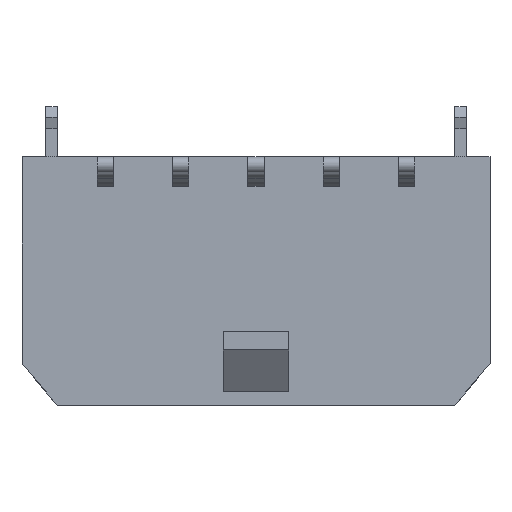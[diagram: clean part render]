
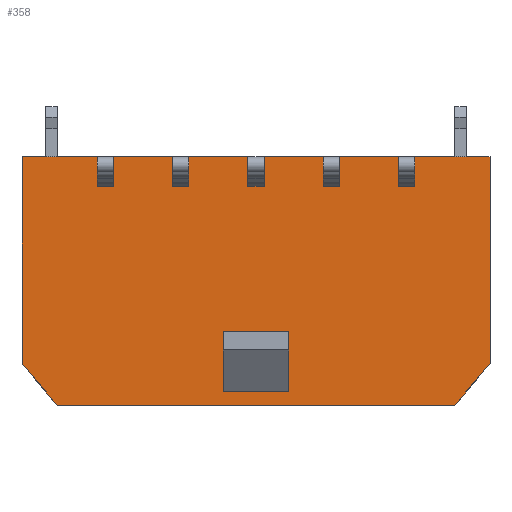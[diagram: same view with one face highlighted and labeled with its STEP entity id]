
A CAD part, top view. The second image highlights one B-rep face of the part: STEP entity #358.
In plain terms, the highlighted planar face has unit normal (0, 0, 1).
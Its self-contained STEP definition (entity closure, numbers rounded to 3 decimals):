
#358=ADVANCED_FACE('',(#746,#747,#748,#749,#750,#751,#752),#570,.T.);
#570=PLANE('',#3864);
#746=FACE_BOUND('',#777,.T.);
#747=FACE_BOUND('',#778,.T.);
#748=FACE_BOUND('',#779,.T.);
#749=FACE_BOUND('',#780,.T.);
#750=FACE_BOUND('',#781,.T.);
#751=FACE_BOUND('',#782,.T.);
#752=FACE_BOUND('',#783,.T.);
#777=EDGE_LOOP('',(#1026,#1027,#1028,#1029,#1030,#1031));
#778=EDGE_LOOP('',(#1032,#1033,#1034,#1035));
#779=EDGE_LOOP('',(#1036,#1037,#1038,#1039));
#780=EDGE_LOOP('',(#1040,#1041,#1042,#1043));
#781=EDGE_LOOP('',(#1044,#1045,#1046,#1047));
#782=EDGE_LOOP('',(#1048,#1049,#1050,#1051));
#783=EDGE_LOOP('',(#1052,#1053,#1054,#1055));
#1026=ORIENTED_EDGE('',*,*,#2440,.F.);
#1027=ORIENTED_EDGE('',*,*,#2441,.F.);
#1028=ORIENTED_EDGE('',*,*,#2442,.T.);
#1029=ORIENTED_EDGE('',*,*,#2443,.T.);
#1030=ORIENTED_EDGE('',*,*,#2444,.F.);
#1031=ORIENTED_EDGE('',*,*,#2445,.F.);
#1032=ORIENTED_EDGE('',*,*,#2446,.T.);
#1033=ORIENTED_EDGE('',*,*,#2447,.T.);
#1034=ORIENTED_EDGE('',*,*,#2448,.F.);
#1035=ORIENTED_EDGE('',*,*,#2449,.F.);
#1036=ORIENTED_EDGE('',*,*,#2450,.T.);
#1037=ORIENTED_EDGE('',*,*,#2451,.T.);
#1038=ORIENTED_EDGE('',*,*,#2452,.T.);
#1039=ORIENTED_EDGE('',*,*,#2453,.F.);
#1040=ORIENTED_EDGE('',*,*,#2454,.T.);
#1041=ORIENTED_EDGE('',*,*,#2455,.T.);
#1042=ORIENTED_EDGE('',*,*,#2456,.T.);
#1043=ORIENTED_EDGE('',*,*,#2457,.F.);
#1044=ORIENTED_EDGE('',*,*,#2458,.T.);
#1045=ORIENTED_EDGE('',*,*,#2459,.T.);
#1046=ORIENTED_EDGE('',*,*,#2460,.T.);
#1047=ORIENTED_EDGE('',*,*,#2461,.F.);
#1048=ORIENTED_EDGE('',*,*,#2462,.T.);
#1049=ORIENTED_EDGE('',*,*,#2463,.T.);
#1050=ORIENTED_EDGE('',*,*,#2464,.T.);
#1051=ORIENTED_EDGE('',*,*,#2465,.F.);
#1052=ORIENTED_EDGE('',*,*,#2466,.T.);
#1053=ORIENTED_EDGE('',*,*,#2467,.T.);
#1054=ORIENTED_EDGE('',*,*,#2468,.T.);
#1055=ORIENTED_EDGE('',*,*,#2469,.F.);
#2094=VERTEX_POINT('',#5238);
#2095=VERTEX_POINT('',#5239);
#2096=VERTEX_POINT('',#5241);
#2097=VERTEX_POINT('',#5243);
#2098=VERTEX_POINT('',#5245);
#2099=VERTEX_POINT('',#5247);
#2100=VERTEX_POINT('',#5250);
#2101=VERTEX_POINT('',#5251);
#2102=VERTEX_POINT('',#5253);
#2103=VERTEX_POINT('',#5255);
#2104=VERTEX_POINT('',#5258);
#2105=VERTEX_POINT('',#5259);
#2106=VERTEX_POINT('',#5261);
#2107=VERTEX_POINT('',#5263);
#2108=VERTEX_POINT('',#5266);
#2109=VERTEX_POINT('',#5267);
#2110=VERTEX_POINT('',#5269);
#2111=VERTEX_POINT('',#5271);
#2112=VERTEX_POINT('',#5274);
#2113=VERTEX_POINT('',#5275);
#2114=VERTEX_POINT('',#5277);
#2115=VERTEX_POINT('',#5279);
#2116=VERTEX_POINT('',#5282);
#2117=VERTEX_POINT('',#5283);
#2118=VERTEX_POINT('',#5285);
#2119=VERTEX_POINT('',#5287);
#2120=VERTEX_POINT('',#5290);
#2121=VERTEX_POINT('',#5291);
#2122=VERTEX_POINT('',#5293);
#2123=VERTEX_POINT('',#5295);
#2440=EDGE_CURVE('',#2094,#2095,#2974,.T.);
#2441=EDGE_CURVE('',#2096,#2094,#2975,.T.);
#2442=EDGE_CURVE('',#2096,#2097,#2976,.T.);
#2443=EDGE_CURVE('',#2097,#2098,#2977,.T.);
#2444=EDGE_CURVE('',#2099,#2098,#2978,.T.);
#2445=EDGE_CURVE('',#2095,#2099,#2979,.T.);
#2446=EDGE_CURVE('',#2100,#2101,#2980,.T.);
#2447=EDGE_CURVE('',#2101,#2102,#2981,.T.);
#2448=EDGE_CURVE('',#2103,#2102,#2982,.T.);
#2449=EDGE_CURVE('',#2100,#2103,#2983,.T.);
#2450=EDGE_CURVE('',#2104,#2105,#2984,.T.);
#2451=EDGE_CURVE('',#2105,#2106,#2985,.T.);
#2452=EDGE_CURVE('',#2106,#2107,#2986,.T.);
#2453=EDGE_CURVE('',#2104,#2107,#2987,.T.);
#2454=EDGE_CURVE('',#2108,#2109,#2988,.T.);
#2455=EDGE_CURVE('',#2109,#2110,#2989,.T.);
#2456=EDGE_CURVE('',#2110,#2111,#2990,.T.);
#2457=EDGE_CURVE('',#2108,#2111,#2991,.T.);
#2458=EDGE_CURVE('',#2112,#2113,#2992,.T.);
#2459=EDGE_CURVE('',#2113,#2114,#2993,.T.);
#2460=EDGE_CURVE('',#2114,#2115,#2994,.T.);
#2461=EDGE_CURVE('',#2112,#2115,#2995,.T.);
#2462=EDGE_CURVE('',#2116,#2117,#2996,.T.);
#2463=EDGE_CURVE('',#2117,#2118,#2997,.T.);
#2464=EDGE_CURVE('',#2118,#2119,#2998,.T.);
#2465=EDGE_CURVE('',#2116,#2119,#2999,.T.);
#2466=EDGE_CURVE('',#2120,#2121,#3000,.T.);
#2467=EDGE_CURVE('',#2121,#2122,#3001,.T.);
#2468=EDGE_CURVE('',#2122,#2123,#3002,.T.);
#2469=EDGE_CURVE('',#2120,#2123,#3003,.T.);
#2974=LINE('',#5237,#3428);
#2975=LINE('',#5240,#3429);
#2976=LINE('',#5242,#3430);
#2977=LINE('',#5244,#3431);
#2978=LINE('',#5246,#3432);
#2979=LINE('',#5248,#3433);
#2980=LINE('',#5249,#3434);
#2981=LINE('',#5252,#3435);
#2982=LINE('',#5254,#3436);
#2983=LINE('',#5256,#3437);
#2984=LINE('',#5257,#3438);
#2985=LINE('',#5260,#3439);
#2986=LINE('',#5262,#3440);
#2987=LINE('',#5264,#3441);
#2988=LINE('',#5265,#3442);
#2989=LINE('',#5268,#3443);
#2990=LINE('',#5270,#3444);
#2991=LINE('',#5272,#3445);
#2992=LINE('',#5273,#3446);
#2993=LINE('',#5276,#3447);
#2994=LINE('',#5278,#3448);
#2995=LINE('',#5280,#3449);
#2996=LINE('',#5281,#3450);
#2997=LINE('',#5284,#3451);
#2998=LINE('',#5286,#3452);
#2999=LINE('',#5288,#3453);
#3000=LINE('',#5289,#3454);
#3001=LINE('',#5292,#3455);
#3002=LINE('',#5294,#3456);
#3003=LINE('',#5296,#3457);
#3428=VECTOR('',#4179,1.);
#3429=VECTOR('',#4180,1.);
#3430=VECTOR('',#4181,1.);
#3431=VECTOR('',#4182,1.);
#3432=VECTOR('',#4183,1.);
#3433=VECTOR('',#4184,1.);
#3434=VECTOR('',#4185,1.);
#3435=VECTOR('',#4186,1.);
#3436=VECTOR('',#4187,1.);
#3437=VECTOR('',#4188,1.);
#3438=VECTOR('',#4189,1.);
#3439=VECTOR('',#4190,1.);
#3440=VECTOR('',#4191,1.);
#3441=VECTOR('',#4192,1.);
#3442=VECTOR('',#4193,1.);
#3443=VECTOR('',#4194,1.);
#3444=VECTOR('',#4195,1.);
#3445=VECTOR('',#4196,1.);
#3446=VECTOR('',#4197,1.);
#3447=VECTOR('',#4198,1.);
#3448=VECTOR('',#4199,1.);
#3449=VECTOR('',#4200,1.);
#3450=VECTOR('',#4201,1.);
#3451=VECTOR('',#4202,1.);
#3452=VECTOR('',#4203,1.);
#3453=VECTOR('',#4204,1.);
#3454=VECTOR('',#4205,1.);
#3455=VECTOR('',#4206,1.);
#3456=VECTOR('',#4207,1.);
#3457=VECTOR('',#4208,1.);
#3864=AXIS2_PLACEMENT_3D('',#5297,#4209,#4210);
#4179=DIRECTION('',(-0.643,-0.766,0.));
#4180=DIRECTION('',(0.,-1.,0.));
#4181=DIRECTION('',(-1.,0.,0.));
#4182=DIRECTION('',(0.,-1.,0.));
#4183=DIRECTION('',(-0.643,0.766,0.));
#4184=DIRECTION('',(-1.,0.,0.));
#4185=DIRECTION('',(-1.,0.,0.));
#4186=DIRECTION('',(0.,1.,0.));
#4187=DIRECTION('',(-1.,0.,0.));
#4188=DIRECTION('',(0.,1.,0.));
#4189=DIRECTION('',(1.,0.,0.));
#4190=DIRECTION('',(0.,-1.,0.));
#4191=DIRECTION('',(-1.,0.,0.));
#4192=DIRECTION('',(0.,-1.,0.));
#4193=DIRECTION('',(1.,0.,0.));
#4194=DIRECTION('',(0.,-1.,0.));
#4195=DIRECTION('',(-1.,0.,0.));
#4196=DIRECTION('',(0.,-1.,0.));
#4197=DIRECTION('',(1.,0.,0.));
#4198=DIRECTION('',(0.,-1.,0.));
#4199=DIRECTION('',(-1.,0.,0.));
#4200=DIRECTION('',(0.,-1.,0.));
#4201=DIRECTION('',(1.,0.,0.));
#4202=DIRECTION('',(0.,-1.,0.));
#4203=DIRECTION('',(-1.,0.,0.));
#4204=DIRECTION('',(0.,-1.,0.));
#4205=DIRECTION('',(1.,0.,0.));
#4206=DIRECTION('',(0.,-1.,0.));
#4207=DIRECTION('',(-1.,0.,0.));
#4208=DIRECTION('',(0.,-1.,0.));
#4209=DIRECTION('',(0.,0.,1.));
#4210=DIRECTION('',(1.,0.,0.));
#5237=CARTESIAN_POINT('',(9.32,1.668,3.86));
#5238=CARTESIAN_POINT('',(9.32,1.668,3.86));
#5239=CARTESIAN_POINT('',(7.92,0.,3.86));
#5240=CARTESIAN_POINT('',(9.32,9.9,3.86));
#5241=CARTESIAN_POINT('',(9.32,9.9,3.86));
#5242=CARTESIAN_POINT('',(9.32,9.9,3.86));
#5243=CARTESIAN_POINT('',(-9.32,9.9,3.86));
#5244=CARTESIAN_POINT('',(-9.32,9.9,3.86));
#5245=CARTESIAN_POINT('',(-9.32,1.668,3.86));
#5246=CARTESIAN_POINT('',(-7.92,0.,3.86));
#5247=CARTESIAN_POINT('',(-7.92,0.,3.86));
#5248=CARTESIAN_POINT('',(9.32,0.,3.86));
#5249=CARTESIAN_POINT('',(1.3,0.54,3.86));
#5250=CARTESIAN_POINT('',(1.3,0.54,3.86));
#5251=CARTESIAN_POINT('',(-1.3,0.54,3.86));
#5252=CARTESIAN_POINT('',(-1.3,0.54,3.86));
#5253=CARTESIAN_POINT('',(-1.3,2.95,3.86));
#5254=CARTESIAN_POINT('',(1.3,2.95,3.86));
#5255=CARTESIAN_POINT('',(1.3,2.95,3.86));
#5256=CARTESIAN_POINT('',(1.3,0.54,3.86));
#5257=CARTESIAN_POINT('',(6.32,9.537,3.86));
#5258=CARTESIAN_POINT('',(5.68,9.537,3.86));
#5259=CARTESIAN_POINT('',(6.32,9.537,3.86));
#5260=CARTESIAN_POINT('',(6.32,9.9,3.86));
#5261=CARTESIAN_POINT('',(6.32,8.723,3.86));
#5262=CARTESIAN_POINT('',(6.32,8.723,3.86));
#5263=CARTESIAN_POINT('',(5.68,8.723,3.86));
#5264=CARTESIAN_POINT('',(5.68,9.9,3.86));
#5265=CARTESIAN_POINT('',(3.32,9.537,3.86));
#5266=CARTESIAN_POINT('',(2.68,9.537,3.86));
#5267=CARTESIAN_POINT('',(3.32,9.537,3.86));
#5268=CARTESIAN_POINT('',(3.32,9.9,3.86));
#5269=CARTESIAN_POINT('',(3.32,8.723,3.86));
#5270=CARTESIAN_POINT('',(3.32,8.723,3.86));
#5271=CARTESIAN_POINT('',(2.68,8.723,3.86));
#5272=CARTESIAN_POINT('',(2.68,9.9,3.86));
#5273=CARTESIAN_POINT('',(0.32,9.537,3.86));
#5274=CARTESIAN_POINT('',(-0.32,9.537,3.86));
#5275=CARTESIAN_POINT('',(0.32,9.537,3.86));
#5276=CARTESIAN_POINT('',(0.32,9.9,3.86));
#5277=CARTESIAN_POINT('',(0.32,8.723,3.86));
#5278=CARTESIAN_POINT('',(0.32,8.723,3.86));
#5279=CARTESIAN_POINT('',(-0.32,8.723,3.86));
#5280=CARTESIAN_POINT('',(-0.32,9.9,3.86));
#5281=CARTESIAN_POINT('',(-2.68,9.537,3.86));
#5282=CARTESIAN_POINT('',(-3.32,9.537,3.86));
#5283=CARTESIAN_POINT('',(-2.68,9.537,3.86));
#5284=CARTESIAN_POINT('',(-2.68,9.9,3.86));
#5285=CARTESIAN_POINT('',(-2.68,8.723,3.86));
#5286=CARTESIAN_POINT('',(-2.68,8.723,3.86));
#5287=CARTESIAN_POINT('',(-3.32,8.723,3.86));
#5288=CARTESIAN_POINT('',(-3.32,9.9,3.86));
#5289=CARTESIAN_POINT('',(-5.68,9.537,3.86));
#5290=CARTESIAN_POINT('',(-6.32,9.537,3.86));
#5291=CARTESIAN_POINT('',(-5.68,9.537,3.86));
#5292=CARTESIAN_POINT('',(-5.68,9.9,3.86));
#5293=CARTESIAN_POINT('',(-5.68,8.723,3.86));
#5294=CARTESIAN_POINT('',(-5.68,8.723,3.86));
#5295=CARTESIAN_POINT('',(-6.32,8.723,3.86));
#5296=CARTESIAN_POINT('',(-6.32,9.9,3.86));
#5297=CARTESIAN_POINT('',(9.32,9.9,3.86));
